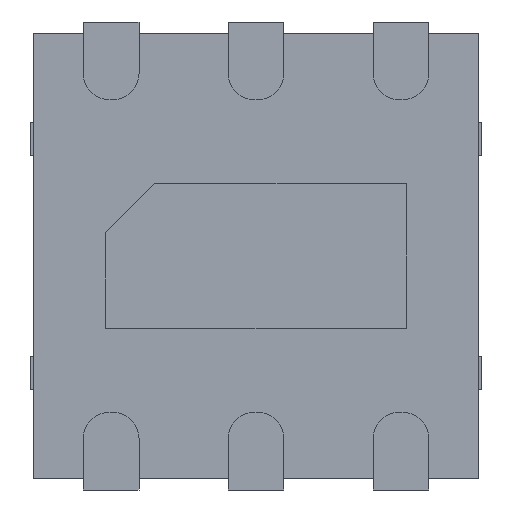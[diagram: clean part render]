
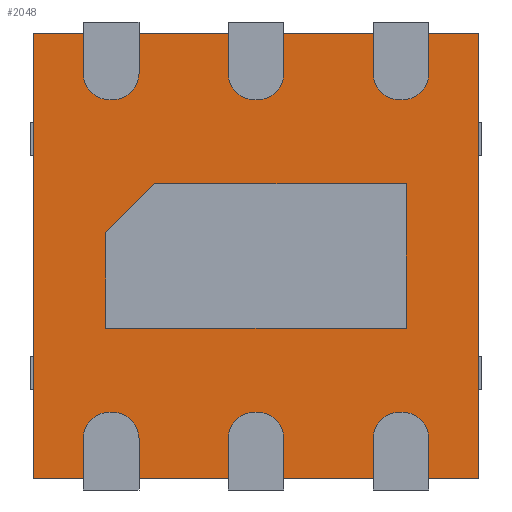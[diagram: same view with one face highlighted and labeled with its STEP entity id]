
A CAD part, front view. The second image highlights one B-rep face of the part: STEP entity #2048.
In plain terms, the highlighted planar face has unit normal (0, -1, 0).
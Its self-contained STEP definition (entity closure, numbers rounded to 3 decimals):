
#203 = LINE ( 'NONE', #2460, #1257 ) ;
#294 = LINE ( 'NONE', #1942, #1501 ) ;
#525 = VERTEX_POINT ( 'NONE', #2128 ) ;
#529 = EDGE_CURVE ( 'NONE', #2874, #3742, #203, .T. ) ;
#658 = ORIENTED_EDGE ( 'NONE', *, *, #1271, .F. ) ;
#669 = CARTESIAN_POINT ( 'NONE',  ( 1., 0.05, 1. ) ) ;
#684 = DIRECTION ( 'NONE',  ( 1., 0., 0. ) ) ;
#940 = CARTESIAN_POINT ( 'NONE',  ( -1., 0.05, -1. ) ) ;
#1257 = VECTOR ( 'NONE', #684, 1000. ) ;
#1271 = EDGE_CURVE ( 'NONE', #2202, #525, #2292, .T. ) ;
#1352 = DIRECTION ( 'NONE',  ( 0., -1., 0. ) ) ;
#1376 = DIRECTION ( 'NONE',  ( 0., 0., 1. ) ) ;
#1501 = VECTOR ( 'NONE', #3698, 1000. ) ;
#1638 = LINE ( 'NONE', #3142, #2338 ) ;
#1657 = EDGE_LOOP ( 'NONE', ( #2950, #3291, #2764, #658 ) ) ;
#1784 = FACE_OUTER_BOUND ( 'NONE', #1657, .T. ) ;
#1942 = CARTESIAN_POINT ( 'NONE',  ( 1., 0.05, 1. ) ) ;
#2048 = ADVANCED_FACE ( 'NONE', ( #1784 ), #3414, .T. ) ;
#2097 = CARTESIAN_POINT ( 'NONE',  ( -1., 0.05, 1. ) ) ;
#2128 = CARTESIAN_POINT ( 'NONE',  ( -1., 0.05, -1. ) ) ;
#2202 = VERTEX_POINT ( 'NONE', #2631 ) ;
#2292 = LINE ( 'NONE', #940, #3075 ) ;
#2338 = VECTOR ( 'NONE', #1376, 1000. ) ;
#2429 = EDGE_CURVE ( 'NONE', #3742, #2202, #294, .T. ) ;
#2460 = CARTESIAN_POINT ( 'NONE',  ( -1., 0.05, 1. ) ) ;
#2487 = EDGE_CURVE ( 'NONE', #525, #2874, #1638, .T. ) ;
#2631 = CARTESIAN_POINT ( 'NONE',  ( 1., 0.05, -1. ) ) ;
#2719 = DIRECTION ( 'NONE',  ( -1., 0., 0. ) ) ;
#2764 = ORIENTED_EDGE ( 'NONE', *, *, #2487, .F. ) ;
#2821 = AXIS2_PLACEMENT_3D ( 'NONE', #3133, #1352, #3425 ) ;
#2874 = VERTEX_POINT ( 'NONE', #2097 ) ;
#2950 = ORIENTED_EDGE ( 'NONE', *, *, #2429, .F. ) ;
#3075 = VECTOR ( 'NONE', #2719, 1000. ) ;
#3133 = CARTESIAN_POINT ( 'NONE',  ( 0., 0.05, 0. ) ) ;
#3142 = CARTESIAN_POINT ( 'NONE',  ( -1., 0.05, 1. ) ) ;
#3291 = ORIENTED_EDGE ( 'NONE', *, *, #529, .F. ) ;
#3414 = PLANE ( 'NONE',  #2821 ) ;
#3425 = DIRECTION ( 'NONE',  ( 0., 0., -1. ) ) ;
#3698 = DIRECTION ( 'NONE',  ( 0., 0., -1. ) ) ;
#3742 = VERTEX_POINT ( 'NONE', #669 ) ;
